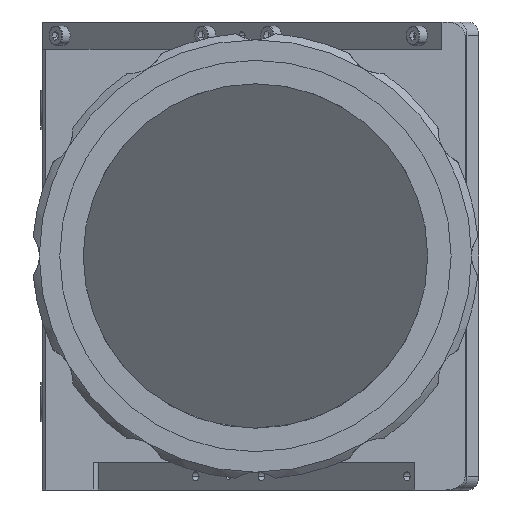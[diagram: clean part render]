
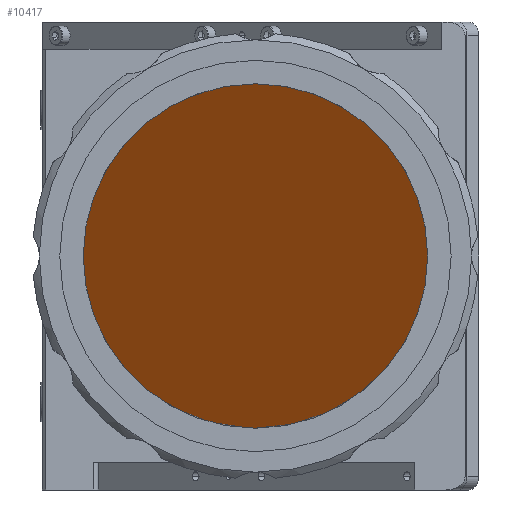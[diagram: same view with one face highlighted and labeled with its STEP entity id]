
A CAD part, front view. The second image highlights one B-rep face of the part: STEP entity #10417.
In plain terms, the highlighted planar face has unit normal (-0.707, -0.707, 0).
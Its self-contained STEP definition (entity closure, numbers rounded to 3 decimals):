
#67 = CARTESIAN_POINT ( 'NONE',  ( -66.008, 66.008, -68.9 ) ) ;
#249 = LINE ( 'NONE', #7848, #5861 ) ;
#440 = VECTOR ( 'NONE', #10615, 1000. ) ;
#978 = ORIENTED_EDGE ( 'NONE', *, *, #12833, .T. ) ;
#1085 = CARTESIAN_POINT ( 'NONE',  ( 66.008, -66.008, -68.9 ) ) ;
#1367 = VECTOR ( 'NONE', #13235, 1000. ) ;
#1807 = VERTEX_POINT ( 'NONE', #7083 ) ;
#1957 = ORIENTED_EDGE ( 'NONE', *, *, #12266, .T. ) ;
#2020 = FACE_OUTER_BOUND ( 'NONE', #8666, .T. ) ;
#2517 = VERTEX_POINT ( 'NONE', #13156 ) ;
#2670 = VECTOR ( 'NONE', #9344, 1000. ) ;
#3842 = LINE ( 'NONE', #6042, #2670 ) ;
#5861 = VECTOR ( 'NONE', #6852, 1000. ) ;
#5870 = EDGE_CURVE ( 'NONE', #1807, #10763, #7829, .T. ) ;
#6042 = CARTESIAN_POINT ( 'NONE',  ( 66.008, -66.008, -68.9 ) ) ;
#6338 = VERTEX_POINT ( 'NONE', #10388 ) ;
#6852 = DIRECTION ( 'NONE',  ( -0.707, 0.707, 0. ) ) ;
#7083 = CARTESIAN_POINT ( 'NONE',  ( -66.008, 66.008, -68.9 ) ) ;
#7829 = LINE ( 'NONE', #12121, #1367 ) ;
#7848 = CARTESIAN_POINT ( 'NONE',  ( 66.008, -66.008, 68.9 ) ) ;
#8069 = ORIENTED_EDGE ( 'NONE', *, *, #11344, .T. ) ;
#8559 = PLANE ( 'NONE',  #8968 ) ;
#8666 = EDGE_LOOP ( 'NONE', ( #978, #1957, #12855, #8069 ) ) ;
#8968 = AXIS2_PLACEMENT_3D ( 'NONE', #11925, #9539, #10796 ) ;
#9344 = DIRECTION ( 'NONE',  ( 0., 0., 1. ) ) ;
#9539 = DIRECTION ( 'NONE',  ( 0.707, 0.707, 0. ) ) ;
#9702 = LINE ( 'NONE', #67, #440 ) ;
#10388 = CARTESIAN_POINT ( 'NONE',  ( 66.008, -66.008, 68.9 ) ) ;
#10417 = ADVANCED_FACE ( 'NONE', ( #2020 ), #8559, .F. ) ;
#10615 = DIRECTION ( 'NONE',  ( 0., 0., -1. ) ) ;
#10763 = VERTEX_POINT ( 'NONE', #1085 ) ;
#10796 = DIRECTION ( 'NONE',  ( 0., 0., -1. ) ) ;
#11344 = EDGE_CURVE ( 'NONE', #10763, #6338, #3842, .T. ) ;
#11925 = CARTESIAN_POINT ( 'NONE',  ( 0., 0., 0. ) ) ;
#12121 = CARTESIAN_POINT ( 'NONE',  ( 66.008, -66.008, -68.9 ) ) ;
#12266 = EDGE_CURVE ( 'NONE', #2517, #1807, #9702, .T. ) ;
#12833 = EDGE_CURVE ( 'NONE', #6338, #2517, #249, .T. ) ;
#12855 = ORIENTED_EDGE ( 'NONE', *, *, #5870, .T. ) ;
#13156 = CARTESIAN_POINT ( 'NONE',  ( -66.008, 66.008, 68.9 ) ) ;
#13235 = DIRECTION ( 'NONE',  ( 0.707, -0.707, 0. ) ) ;
